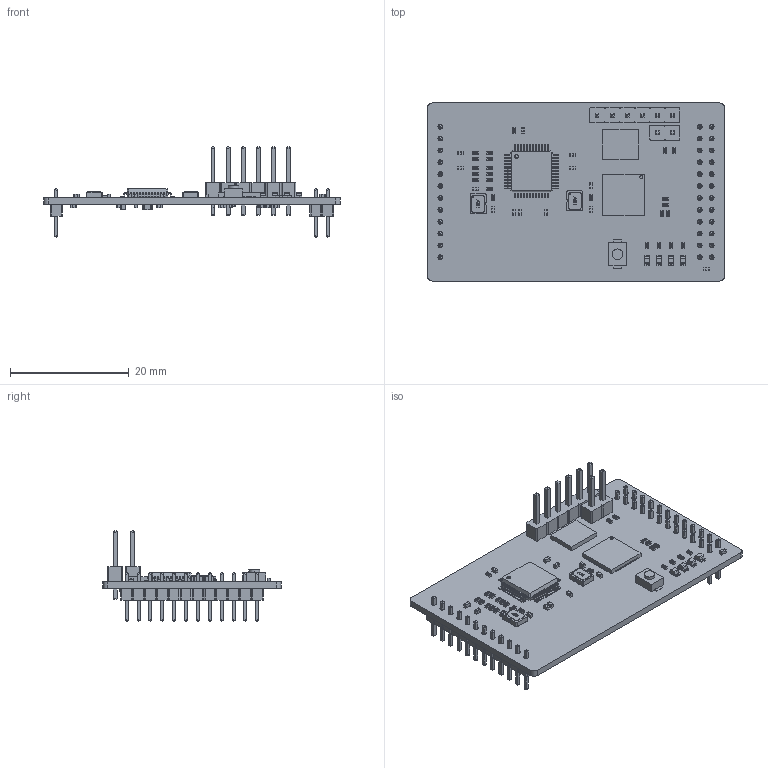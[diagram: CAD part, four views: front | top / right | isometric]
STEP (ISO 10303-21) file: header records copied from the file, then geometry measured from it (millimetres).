
FILE_DESCRIPTION(('Open CASCADE Model'),'2;1');
FILE_NAME('Open CASCADE Shape Model','2025-05-23T13:07:35',('Author'),( 'Open CASCADE'),'Open CASCADE STEP processor 6.8','Open CASCADE 6.8' ,'Unknown');
FILE_SCHEMA(('AUTOMOTIVE_DESIGN { 1 0 10303 214 1 1 1 1 }'));
Length unit declared in the file: millimetre
Products named in the file (95): PCB; Board; Open CASCADE STEP translator 6.8 8.1.1; SW1; ST-1185S; J2; PH03-2; J1; PH03-6; L3; User_Library-Chip_InductorINDC1608X95N; C30; CAPC1005X06; C29; C28; C27; C26; C25; C24; C23; C22; J3; PH2MM0612; J4; J5; R25; RES_C1005X04N; R24; LD5; LED-0603-GREEN; User_Library-LTST-C190GKT_Pad005; User_Library-LTST-C190GKT_Pad001; User_Library-LTST-C190GKT_Pad004; User_Library-LTST-C190GKT_Pad003; User_Library-LTST-C190GKT_Lens; User_Library-LTST-C190GKT_Pad; R23; LD4; C1; C2 ...
Assembly tree (155 placements, depth 4):
  PCB
    Board
      Open CASCADE STEP translator 6.8 8.1.1
    SW1
      ST-1185S
    J2
      PH03-2
    J1
      PH03-6
    L3
      User_Library-Chip_InductorINDC1608X95N
    C30
      CAPC1005X06
    C29
      CAPC1005X06
    C28
      CAPC1005X06
    C27
      CAPC1005X06
    C26
      CAPC1005X06
    C25
      CAPC1005X06
    C24
      CAPC1005X06
    C23
      CAPC1005X06
    C22
      CAPC1005X06
    J3
      PH2MM0612
    J4
      PH2MM0612
    J5
      PH2MM0612
    R25
      RES_C1005X04N
    R24
      RES_C1005X04N
    LD5
      LED-0603-GREEN
        User_Library-LTST-C190GKT_Pad005
        User_Library-LTST-C190GKT_Pad001
        User_Library-LTST-C190GKT_Pad004
        User_Library-LTST-C190GKT_Pad003
        User_Library-LTST-C190GKT_Lens
        User_Library-LTST-C190GKT_Pad
    R23
      RES_C1005X04N
    LD4
      LED-0603-GREEN
        User_Library-LTST-C190GKT_Pad005
        User_Library-LTST-C190GKT_Pad001
        User_Library-LTST-C190GKT_Pad004
        User_Library-LTST-C190GKT_Pad003
        User_Library-LTST-C190GKT_Lens
        User_Library-LTST-C190GKT_Pad
    C1
      CAPC1005X06
    C2
Bounding box: 50 x 30 x 15.16 mm (x, y, z)
Volume: 2343.5 mm3; surface area: 5432.1 mm2
Topology: 107 solids, 107 shells, 6644 faces, 18741 edges, 12193 vertices
Faces by surface type: plane 3451, cylinder 2497, bspline 670, sphere 24, cone 2
Full cylindrical faces by diameter (mm): 0.8 x36, 0.914 x8
Entity records: 78714 total; most frequent: CARTESIAN_POINT 13588, ORIENTED_EDGE 11276, DIRECTION 10719, EDGE_CURVE 5638, LINE 4219, VECTOR 4219, VERTEX_POINT 3703, AXIS2_PLACEMENT_3D 3250
